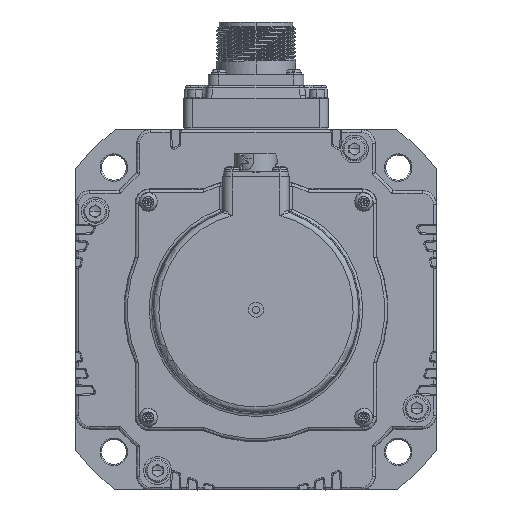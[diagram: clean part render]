
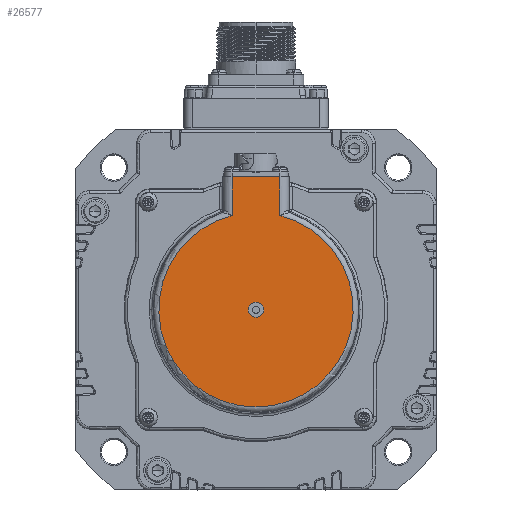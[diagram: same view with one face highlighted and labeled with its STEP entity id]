
A CAD part, front view. The second image highlights one B-rep face of the part: STEP entity #26577.
In plain terms, the highlighted planar face has unit normal (0, -1, 0).
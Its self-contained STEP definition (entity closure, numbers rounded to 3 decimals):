
#24687=CARTESIAN_POINT('',(-8.617,-47.4,-17.));
#24688=VERTEX_POINT('',#24687);
#24696=CARTESIAN_POINT('',(8.617,-47.4,-17.));
#24697=VERTEX_POINT('',#24696);
#24698=CARTESIAN_POINT('',(-8.617,-47.4,-17.));
#24699=DIRECTION('',(1.,0.,0.));
#24700=VECTOR('',#24699,17.234);
#24701=LINE('',#24698,#24700);
#24702=EDGE_CURVE('',#24688,#24697,#24701,.T.);
#26508=CARTESIAN_POINT('',(-8.617,-47.4,-31.02));
#26509=VERTEX_POINT('',#26508);
#26531=CARTESIAN_POINT('',(-8.617,-47.4,-31.02));
#26532=DIRECTION('',(0.,0.,1.));
#26533=VECTOR('',#26532,14.02);
#26534=LINE('',#26531,#26533);
#26535=EDGE_CURVE('',#26509,#24688,#26534,.T.);
#26542=CARTESIAN_POINT('',(0.,-47.4,-58.528));
#26543=DIRECTION('',(0.,0.,-1.));
#26544=DIRECTION('',(0.,-1.,0.));
#26545=AXIS2_PLACEMENT_3D('',#26542,#26544,#26543);
#26546=PLANE('',#26545);
#26547=CARTESIAN_POINT('',(8.617,-47.4,-31.02));
#26548=VERTEX_POINT('',#26547);
#26549=CARTESIAN_POINT('',(0.,-47.4,-65.));
#26550=DIRECTION('',(-0.246,0.,0.969));
#26551=DIRECTION('',(0.,-1.,0.));
#26552=AXIS2_PLACEMENT_3D('',#26549,#26551,#26550);
#26553=CIRCLE('',#26552,35.056);
#26554=EDGE_CURVE('',#26509,#26548,#26553,.T.);
#26555=ORIENTED_EDGE('',*,*,#26554,.T.);
#26556=CARTESIAN_POINT('',(8.617,-47.4,-17.));
#26557=DIRECTION('',(0.,0.,-1.));
#26558=VECTOR('',#26557,14.02);
#26559=LINE('',#26556,#26558);
#26560=EDGE_CURVE('',#24697,#26548,#26559,.T.);
#26561=ORIENTED_EDGE('',*,*,#26560,.F.);
#26562=ORIENTED_EDGE('',*,*,#24702,.F.);
#26563=ORIENTED_EDGE('',*,*,#26535,.F.);
#26564=EDGE_LOOP('',(#26555,#26561,#26562,#26563));
#26565=FACE_OUTER_BOUND('',#26564,.T.);
#26566=CARTESIAN_POINT('',(0.,-47.4,-67.75));
#26567=VERTEX_POINT('',#26566);
#26568=CARTESIAN_POINT('',(0.,-47.4,-65.));
#26569=DIRECTION('',(0.,0.,-1.));
#26570=DIRECTION('',(0.,-1.,0.));
#26571=AXIS2_PLACEMENT_3D('',#26568,#26570,#26569);
#26572=CIRCLE('',#26571,2.75);
#26573=EDGE_CURVE('',#26567,#26567,#26572,.T.);
#26574=ORIENTED_EDGE('',*,*,#26573,.F.);
#26575=EDGE_LOOP('',(#26574));
#26576=FACE_BOUND('',#26575,.T.);
#26577=ADVANCED_FACE('',(#26565,#26576),#26546,.T.);
